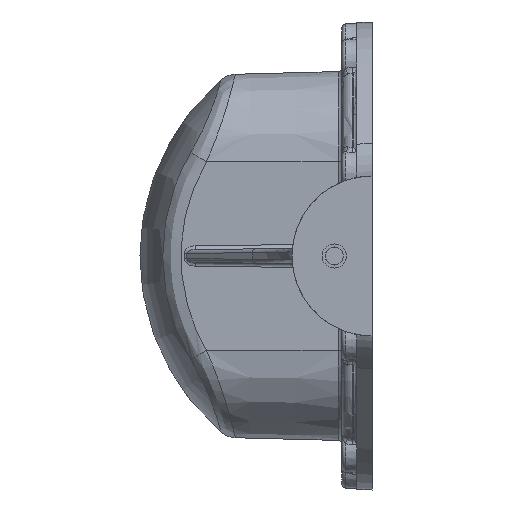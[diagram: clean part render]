
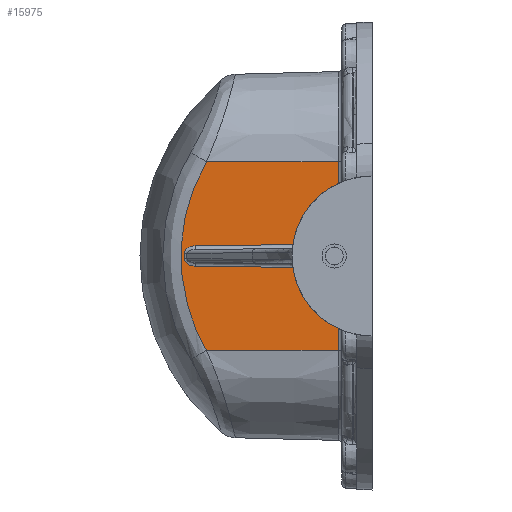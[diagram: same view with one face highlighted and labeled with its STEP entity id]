
A CAD part, left-side view. The second image highlights one B-rep face of the part: STEP entity #15975.
In plain terms, the highlighted planar face has unit normal (-1, 0.026, 0).
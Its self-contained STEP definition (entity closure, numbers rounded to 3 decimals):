
#1322 = CARTESIAN_POINT ( 'NONE',  ( -72.938, 23.447, 1.344 ) ) ;
#1806 = CARTESIAN_POINT ( 'NONE',  ( -72.908, 24.595, 5.95 ) ) ;
#1913 = CARTESIAN_POINT ( 'NONE',  ( -72.938, 23.447, -1.344 ) ) ;
#1916 = CARTESIAN_POINT ( 'NONE',  ( -72.929, 23.82, -8.545 ) ) ;
#2617 = CARTESIAN_POINT ( 'NONE',  ( -72.901, 24.885, 0.334 ) ) ;
#2672 = VECTOR ( 'NONE', #18532, 1000. ) ;
#3088 = ORIENTED_EDGE ( 'NONE', *, *, #21662, .T. ) ;
#3361 = ORIENTED_EDGE ( 'NONE', *, *, #9771, .T. ) ;
#3455 = CARTESIAN_POINT ( 'NONE',  ( -73.5, 2., -12.5 ) ) ;
#4270 = ORIENTED_EDGE ( 'NONE', *, *, #30855, .F. ) ;
#4340 = CARTESIAN_POINT ( 'NONE',  ( -72.899, 24.937, 4.337 ) ) ;
#4442 = CARTESIAN_POINT ( 'NONE',  ( -72.964, 22.487, -11.549 ) ) ;
#4688 = EDGE_CURVE ( 'NONE', #27537, #31382, #7262, .T. ) ;
#5118 = VERTEX_POINT ( 'NONE', #27838 ) ;
#5538 = EDGE_CURVE ( 'NONE', #17954, #27537, #24515, .T. ) ;
#6409 = CARTESIAN_POINT ( 'NONE',  ( -72.938, 23.447, 1.344 ) ) ;
#6462 = LINE ( 'NONE', #28253, #12437 ) ;
#6467 = CARTESIAN_POINT ( 'NONE',  ( -72.901, 24.885, -0.334 ) ) ;
#6919 = CARTESIAN_POINT ( 'NONE',  ( -72.891, 25.241, 2.178 ) ) ;
#7017 = CARTESIAN_POINT ( 'NONE',  ( -73.435, 4.487, -12.5 ) ) ;
#7196 = B_SPLINE_CURVE_WITH_KNOTS ( 'NONE', 3,
 ( #29899, #11957, #17147, #1806, #19735, #4340, #22295, #6919, #24881, #9492, #27470, #12059, #30010, #14680, #32608, #17265, #1916, #19841, #4442, #22408 ),
 .UNSPECIFIED., .F., .F.,
 ( 4, 2, 2, 2, 2, 2, 2, 2, 2, 4 ),
 ( 0., 0.007, 0.008, 0.01, 0.013, 0.015, 0.016, 0.02, 0.023, 0.026 ),
 .UNSPECIFIED. ) ;
#7262 = LINE ( 'NONE', #10330, #14917 ) ;
#7761 = CARTESIAN_POINT ( 'NONE',  ( -73.435, 4.487, -1.592 ) ) ;
#8526 = DIRECTION ( 'NONE',  ( -0.026, -1., 0. ) ) ;
#8583 = DIRECTION ( 'NONE',  ( 1., -0.026, 0. ) ) ;
#9114 = ORIENTED_EDGE ( 'NONE', *, *, #11489, .T. ) ;
#9274 = ORIENTED_EDGE ( 'NONE', *, *, #30213, .F. ) ;
#9489 = CARTESIAN_POINT ( 'NONE',  ( -72.901, 24.885, -0.916 ) ) ;
#9492 = CARTESIAN_POINT ( 'NONE',  ( -72.89, 25.313, -0.536 ) ) ;
#9539 = CARTESIAN_POINT ( 'NONE',  ( -72.978, 21.932, -12.5 ) ) ;
#9771 = EDGE_CURVE ( 'NONE', #13956, #17954, #27571, .T. ) ;
#10236 = FACE_OUTER_BOUND ( 'NONE', #32106, .T. ) ;
#10330 = CARTESIAN_POINT ( 'NONE',  ( -72.925, 23.973, -1.337 ) ) ;
#10824 = VERTEX_POINT ( 'NONE', #6467 ) ;
#11025 = DIRECTION ( 'NONE',  ( -0.026, -1., 0. ) ) ;
#11427 = CARTESIAN_POINT ( 'NONE',  ( -73.435, 4.487, 12.5 ) ) ;
#11489 = EDGE_CURVE ( 'NONE', #20846, #5118, #16324, .T. ) ;
#11892 = EDGE_CURVE ( 'NONE', #20846, #19464, #15214, .T. ) ;
#11957 = CARTESIAN_POINT ( 'NONE',  ( -72.949, 23.042, 10.598 ) ) ;
#12059 = CARTESIAN_POINT ( 'NONE',  ( -72.892, 25.224, -2.17 ) ) ;
#12067 = LINE ( 'NONE', #23907, #31772 ) ;
#12416 = ORIENTED_EDGE ( 'NONE', *, *, #16301, .T. ) ;
#12427 = VECTOR ( 'NONE', #27469, 1000. ) ;
#12437 = VECTOR ( 'NONE', #23048, 1000. ) ;
#12961 =( BOUNDED_CURVE ( )  B_SPLINE_CURVE ( 3, ( #22293, #9489, #17261, #1913 ),
 .UNSPECIFIED., .F., .F. ) 
 B_SPLINE_CURVE_WITH_KNOTS ( ( 4, 4 ),
 ( 0.009, 1.57 ),
 .UNSPECIFIED. ) 
 CURVE ( )  GEOMETRIC_REPRESENTATION_ITEM ( )  RATIONAL_B_SPLINE_CURVE ( ( 1., 0.807, 0.807, 1. ) ) 
 REPRESENTATION_ITEM ( '' )  );
#13176 = PLANE ( 'NONE',  #21402 ) ;
#13956 = VERTEX_POINT ( 'NONE', #9539 ) ;
#14067 = CARTESIAN_POINT ( 'NONE',  ( -72.901, 24.885, 0.916 ) ) ;
#14680 = CARTESIAN_POINT ( 'NONE',  ( -72.899, 24.953, -4.352 ) ) ;
#14917 = VECTOR ( 'NONE', #25727, 1000. ) ;
#15214 =( BOUNDED_CURVE ( )  B_SPLINE_CURVE ( 3, ( #1322, #32009, #14067, #19234 ),
 .UNSPECIFIED., .F., .F. ) 
 B_SPLINE_CURVE_WITH_KNOTS ( ( 4, 4 ),
 ( 4.713, 6.274 ),
 .UNSPECIFIED. ) 
 CURVE ( )  GEOMETRIC_REPRESENTATION_ITEM ( )  RATIONAL_B_SPLINE_CURVE ( ( 1., 0.807, 0.807, 1. ) ) 
 REPRESENTATION_ITEM ( '' )  );
#15975 = ADVANCED_FACE ( 'NONE', ( #10236 ), #13176, .F. ) ;
#16256 = VERTEX_POINT ( 'NONE', #11427 ) ;
#16301 = EDGE_CURVE ( 'NONE', #5118, #16256, #30293, .T. ) ;
#16324 = LINE ( 'NONE', #31289, #2672 ) ;
#16910 = EDGE_CURVE ( 'NONE', #27265, #13956, #7196, .T. ) ;
#17147 = CARTESIAN_POINT ( 'NONE',  ( -72.927, 23.88, 8.59 ) ) ;
#17261 = CARTESIAN_POINT ( 'NONE',  ( -72.916, 24.291, -1.333 ) ) ;
#17265 = CARTESIAN_POINT ( 'NONE',  ( -72.919, 24.171, -7.517 ) ) ;
#17494 = VECTOR ( 'NONE', #22025, 1000. ) ;
#17954 = VERTEX_POINT ( 'NONE', #23948 ) ;
#18532 = DIRECTION ( 'NONE',  ( -0.026, -1., 0.013 ) ) ;
#19234 = CARTESIAN_POINT ( 'NONE',  ( -72.901, 24.885, 0.334 ) ) ;
#19464 = VERTEX_POINT ( 'NONE', #2617 ) ;
#19735 = CARTESIAN_POINT ( 'NONE',  ( -72.905, 24.721, 5.414 ) ) ;
#19841 = CARTESIAN_POINT ( 'NONE',  ( -72.951, 22.979, -10.56 ) ) ;
#20723 = VECTOR ( 'NONE', #11025, 1000. ) ;
#20846 = VERTEX_POINT ( 'NONE', #6409 ) ;
#21402 = AXIS2_PLACEMENT_3D ( 'NONE', #3455, #8583, #26560 ) ;
#21662 = EDGE_CURVE ( 'NONE', #10824, #19464, #6462, .T. ) ;
#21752 = CARTESIAN_POINT ( 'NONE',  ( -72.938, 23.447, -1.344 ) ) ;
#21910 = CARTESIAN_POINT ( 'NONE',  ( -73.435, 4.487, -12.5 ) ) ;
#22025 = DIRECTION ( 'NONE',  ( 0., 0., 1. ) ) ;
#22250 = ORIENTED_EDGE ( 'NONE', *, *, #11892, .F. ) ;
#22293 = CARTESIAN_POINT ( 'NONE',  ( -72.901, 24.885, -0.334 ) ) ;
#22295 = CARTESIAN_POINT ( 'NONE',  ( -72.897, 25.026, 3.798 ) ) ;
#22408 = CARTESIAN_POINT ( 'NONE',  ( -72.978, 21.932, -12.5 ) ) ;
#23048 = DIRECTION ( 'NONE',  ( 0., 0., 1. ) ) ;
#23845 = CARTESIAN_POINT ( 'NONE',  ( -73.5, 2., -12.5 ) ) ;
#23907 = CARTESIAN_POINT ( 'NONE',  ( -73.5, 2., 12.5 ) ) ;
#23948 = CARTESIAN_POINT ( 'NONE',  ( -73.435, 4.487, -12.5 ) ) ;
#24515 = LINE ( 'NONE', #7017, #12427 ) ;
#24881 = CARTESIAN_POINT ( 'NONE',  ( -72.89, 25.312, 1.094 ) ) ;
#25280 = ORIENTED_EDGE ( 'NONE', *, *, #5538, .T. ) ;
#25526 = CARTESIAN_POINT ( 'NONE',  ( -72.978, 21.932, 12.5 ) ) ;
#25727 = DIRECTION ( 'NONE',  ( 0.026, 1., 0.013 ) ) ;
#26560 = DIRECTION ( 'NONE',  ( 0.026, 1., 0. ) ) ;
#27265 = VERTEX_POINT ( 'NONE', #25526 ) ;
#27469 = DIRECTION ( 'NONE',  ( 0., 0., 1. ) ) ;
#27470 = CARTESIAN_POINT ( 'NONE',  ( -72.89, 25.295, -1.08 ) ) ;
#27537 = VERTEX_POINT ( 'NONE', #7761 ) ;
#27571 = LINE ( 'NONE', #23845, #20723 ) ;
#27838 = CARTESIAN_POINT ( 'NONE',  ( -73.435, 4.487, 1.592 ) ) ;
#28164 = ORIENTED_EDGE ( 'NONE', *, *, #16910, .T. ) ;
#28253 = CARTESIAN_POINT ( 'NONE',  ( -72.901, 24.885, 0.828 ) ) ;
#29744 = ORIENTED_EDGE ( 'NONE', *, *, #4688, .T. ) ;
#29899 = CARTESIAN_POINT ( 'NONE',  ( -72.978, 21.932, 12.5 ) ) ;
#30010 = CARTESIAN_POINT ( 'NONE',  ( -72.893, 25.17, -2.717 ) ) ;
#30213 = EDGE_CURVE ( 'NONE', #10824, #31382, #12961, .T. ) ;
#30293 = LINE ( 'NONE', #21910, #17494 ) ;
#30855 = EDGE_CURVE ( 'NONE', #27265, #16256, #12067, .T. ) ;
#31289 = CARTESIAN_POINT ( 'NONE',  ( -73.495, 2.185, 1.622 ) ) ;
#31382 = VERTEX_POINT ( 'NONE', #21752 ) ;
#31772 = VECTOR ( 'NONE', #8526, 1000. ) ;
#32009 = CARTESIAN_POINT ( 'NONE',  ( -72.916, 24.291, 1.333 ) ) ;
#32106 = EDGE_LOOP ( 'NONE', ( #9274, #3088, #22250, #9114, #12416, #4270, #28164, #3361, #25280, #29744 ) ) ;
#32608 = CARTESIAN_POINT ( 'NONE',  ( -72.905, 24.737, -5.421 ) ) ;
